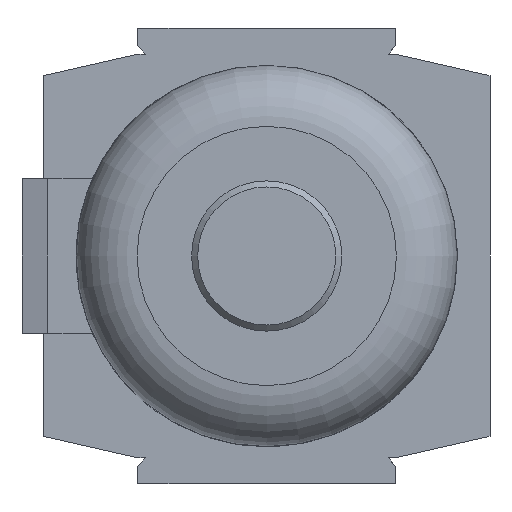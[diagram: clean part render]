
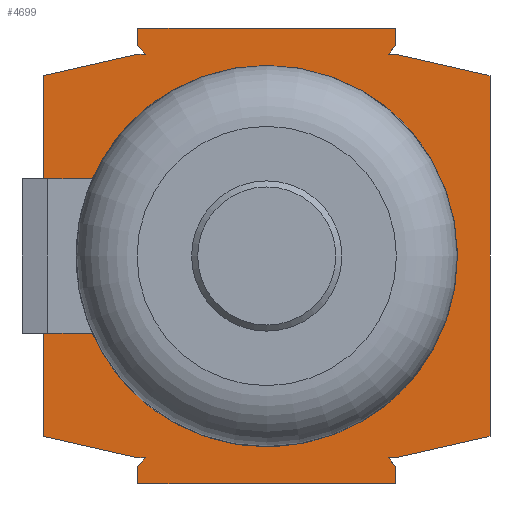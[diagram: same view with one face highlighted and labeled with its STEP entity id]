
A CAD part, front view. The second image highlights one B-rep face of the part: STEP entity #4699.
In plain terms, the highlighted planar face has unit normal (0, -1, 0).
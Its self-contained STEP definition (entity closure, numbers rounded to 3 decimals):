
#163=PLANE('',#5035);
#427=LINE('',#7182,#891);
#435=LINE('',#7199,#899);
#441=LINE('',#7210,#905);
#446=LINE('',#7221,#910);
#452=LINE('',#7232,#916);
#459=LINE('',#7246,#923);
#485=LINE('',#7304,#949);
#486=LINE('',#7306,#950);
#488=LINE('',#7310,#952);
#491=LINE('',#7316,#955);
#492=LINE('',#7318,#956);
#493=LINE('',#7321,#957);
#494=LINE('',#7322,#958);
#495=LINE('',#7323,#959);
#496=LINE('',#7325,#960);
#497=LINE('',#7327,#961);
#498=LINE('',#7329,#962);
#499=LINE('',#7331,#963);
#500=LINE('',#7333,#964);
#501=LINE('',#7334,#965);
#502=LINE('',#7336,#966);
#503=LINE('',#7338,#967);
#504=LINE('',#7340,#968);
#891=VECTOR('',#5608,1000.);
#899=VECTOR('',#5618,1000.);
#905=VECTOR('',#5630,1000.);
#910=VECTOR('',#5637,1000.);
#916=VECTOR('',#5645,1000.);
#923=VECTOR('',#5658,1000.);
#949=VECTOR('',#5698,1000.);
#950=VECTOR('',#5701,1000.);
#952=VECTOR('',#5705,1000.);
#955=VECTOR('',#5710,1000.);
#956=VECTOR('',#5713,1000.);
#957=VECTOR('',#5714,1000.);
#958=VECTOR('',#5715,1000.);
#959=VECTOR('',#5716,1000.);
#960=VECTOR('',#5717,1000.);
#961=VECTOR('',#5718,1000.);
#962=VECTOR('',#5719,1000.);
#963=VECTOR('',#5720,1000.);
#964=VECTOR('',#5721,1000.);
#965=VECTOR('',#5722,1000.);
#966=VECTOR('',#5723,1000.);
#967=VECTOR('',#5724,1000.);
#968=VECTOR('',#5725,1000.);
#1549=ORIENTED_EDGE('',*,*,#2899,.F.);
#1550=ORIENTED_EDGE('',*,*,#2900,.F.);
#1551=ORIENTED_EDGE('',*,*,#2749,.F.);
#1552=ORIENTED_EDGE('',*,*,#2901,.T.);
#1553=ORIENTED_EDGE('',*,*,#2902,.F.);
#1554=ORIENTED_EDGE('',*,*,#2895,.T.);
#1555=ORIENTED_EDGE('',*,*,#2848,.F.);
#1556=ORIENTED_EDGE('',*,*,#2862,.F.);
#1557=ORIENTED_EDGE('',*,*,#2854,.T.);
#1558=ORIENTED_EDGE('',*,*,#2892,.T.);
#1559=ORIENTED_EDGE('',*,*,#2903,.F.);
#1560=ORIENTED_EDGE('',*,*,#2904,.F.);
#1561=ORIENTED_EDGE('',*,*,#2905,.F.);
#1562=ORIENTED_EDGE('',*,*,#2906,.F.);
#1563=ORIENTED_EDGE('',*,*,#2907,.F.);
#1564=ORIENTED_EDGE('',*,*,#2893,.T.);
#1565=ORIENTED_EDGE('',*,*,#2836,.T.);
#1566=ORIENTED_EDGE('',*,*,#2843,.T.);
#1567=ORIENTED_EDGE('',*,*,#2828,.F.);
#1568=ORIENTED_EDGE('',*,*,#2898,.T.);
#1569=ORIENTED_EDGE('',*,*,#2908,.F.);
#1570=ORIENTED_EDGE('',*,*,#2909,.F.);
#1571=ORIENTED_EDGE('',*,*,#2910,.F.);
#1572=ORIENTED_EDGE('',*,*,#2911,.F.);
#2749=EDGE_CURVE('',#3438,#3440,#3836,.F.);
#2828=EDGE_CURVE('',#3517,#3518,#427,.T.);
#2836=EDGE_CURVE('',#3526,#3525,#435,.T.);
#2843=EDGE_CURVE('',#3525,#3518,#441,.T.);
#2848=EDGE_CURVE('',#3532,#3533,#446,.T.);
#2854=EDGE_CURVE('',#3537,#3536,#452,.T.);
#2862=EDGE_CURVE('',#3537,#3532,#459,.T.);
#2892=EDGE_CURVE('',#3536,#3565,#485,.T.);
#2893=EDGE_CURVE('',#3566,#3526,#486,.T.);
#2895=EDGE_CURVE('',#3567,#3533,#488,.T.);
#2898=EDGE_CURVE('',#3517,#3568,#491,.T.);
#2899=EDGE_CURVE('',#3569,#3570,#492,.T.);
#2900=EDGE_CURVE('',#3440,#3569,#493,.T.);
#2901=EDGE_CURVE('',#3438,#3570,#494,.T.);
#2902=EDGE_CURVE('',#3567,#3571,#495,.T.);
#2903=EDGE_CURVE('',#3572,#3565,#496,.T.);
#2904=EDGE_CURVE('',#3573,#3572,#497,.T.);
#2905=EDGE_CURVE('',#3574,#3573,#498,.T.);
#2906=EDGE_CURVE('',#3575,#3574,#499,.T.);
#2907=EDGE_CURVE('',#3566,#3575,#500,.T.);
#2908=EDGE_CURVE('',#3576,#3568,#501,.T.);
#2909=EDGE_CURVE('',#3577,#3576,#502,.T.);
#2910=EDGE_CURVE('',#3578,#3577,#503,.T.);
#2911=EDGE_CURVE('',#3571,#3578,#504,.T.);
#3438=VERTEX_POINT('',#6886);
#3440=VERTEX_POINT('',#6889);
#3517=VERTEX_POINT('',#7181);
#3518=VERTEX_POINT('',#7183);
#3525=VERTEX_POINT('',#7198);
#3526=VERTEX_POINT('',#7200);
#3532=VERTEX_POINT('',#7220);
#3533=VERTEX_POINT('',#7222);
#3536=VERTEX_POINT('',#7231);
#3537=VERTEX_POINT('',#7233);
#3565=VERTEX_POINT('',#7303);
#3566=VERTEX_POINT('',#7307);
#3567=VERTEX_POINT('',#7311);
#3568=VERTEX_POINT('',#7315);
#3569=VERTEX_POINT('',#7319);
#3570=VERTEX_POINT('',#7320);
#3571=VERTEX_POINT('',#7324);
#3572=VERTEX_POINT('',#7326);
#3573=VERTEX_POINT('',#7328);
#3574=VERTEX_POINT('',#7330);
#3575=VERTEX_POINT('',#7332);
#3576=VERTEX_POINT('',#7335);
#3577=VERTEX_POINT('',#7337);
#3578=VERTEX_POINT('',#7339);
#3836=CIRCLE('',#4992,22.2);
#4003=EDGE_LOOP('',(#1549,#1550,#1551,#1552));
#4004=EDGE_LOOP('',(#1553,#1554,#1555,#1556,#1557,#1558,#1559,#1560,#1561,
#1562,#1563,#1564,#1565,#1566,#1567,#1568,#1569,#1570,#1571,#1572));
#4325=FACE_BOUND('',#4003,.T.);
#4326=FACE_BOUND('',#4004,.T.);
#4699=ADVANCED_FACE('',(#4325,#4326),#163,.F.);
#4992=AXIS2_PLACEMENT_3D('',#6888,#5540,#5541);
#5035=AXIS2_PLACEMENT_3D('',#7317,#5711,#5712);
#5540=DIRECTION('',(0.,1.,0.));
#5541=DIRECTION('',(0.,0.,1.));
#5608=DIRECTION('',(0.,0.,-1.));
#5618=DIRECTION('',(0.,0.,-1.));
#5630=DIRECTION('',(1.,0.,0.));
#5637=DIRECTION('',(0.,0.,-1.));
#5645=DIRECTION('',(0.,0.,-1.));
#5658=DIRECTION('',(1.,0.,0.));
#5698=DIRECTION('',(0.643,0.,-0.766));
#5701=DIRECTION('',(-0.643,0.,-0.766));
#5705=DIRECTION('',(0.643,0.,0.766));
#5710=DIRECTION('',(-0.643,0.,0.766));
#5711=DIRECTION('',(0.,1.,0.));
#5712=DIRECTION('',(0.,0.,1.));
#5713=DIRECTION('',(0.,0.,-1.));
#5714=DIRECTION('',(-1.,0.,0.));
#5715=DIRECTION('',(-1.,0.,0.));
#5716=DIRECTION('',(1.,0.,0.));
#5717=DIRECTION('',(1.,0.,0.));
#5718=DIRECTION('',(0.975,0.,0.222));
#5719=DIRECTION('',(0.,0.,1.));
#5720=DIRECTION('',(-0.975,0.,0.222));
#5721=DIRECTION('',(-1.,0.,0.));
#5722=DIRECTION('',(-1.,0.,0.));
#5723=DIRECTION('',(-0.975,0.,-0.222));
#5724=DIRECTION('',(0.,0.,-1.));
#5725=DIRECTION('',(0.975,0.,-0.222));
#6886=CARTESIAN_POINT('',(-20.294,0.,-9.));
#6888=CARTESIAN_POINT('',(0.,0.,0.));
#6889=CARTESIAN_POINT('',(-20.294,0.,9.));
#7181=CARTESIAN_POINT('',(15.,0.,-24.5));
#7182=CARTESIAN_POINT('',(15.,0.,26.5));
#7183=CARTESIAN_POINT('',(15.,0.,-26.5));
#7198=CARTESIAN_POINT('',(-15.,0.,-26.5));
#7199=CARTESIAN_POINT('',(-15.,0.,26.5));
#7200=CARTESIAN_POINT('',(-15.,0.,-24.5));
#7210=CARTESIAN_POINT('',(-15.,0.,-26.5));
#7220=CARTESIAN_POINT('',(15.,0.,26.5));
#7221=CARTESIAN_POINT('',(15.,0.,26.5));
#7222=CARTESIAN_POINT('',(15.,0.,24.5));
#7231=CARTESIAN_POINT('',(-15.,0.,24.5));
#7232=CARTESIAN_POINT('',(-15.,0.,26.5));
#7233=CARTESIAN_POINT('',(-15.,0.,26.5));
#7246=CARTESIAN_POINT('',(-15.,0.,26.5));
#7303=CARTESIAN_POINT('',(-14.161,0.,23.5));
#7304=CARTESIAN_POINT('',(-15.,0.,24.5));
#7306=CARTESIAN_POINT('',(-13.,0.,-22.116));
#7307=CARTESIAN_POINT('',(-14.161,0.,-23.5));
#7310=CARTESIAN_POINT('',(13.,0.,22.116));
#7311=CARTESIAN_POINT('',(14.161,0.,23.5));
#7315=CARTESIAN_POINT('',(14.161,0.,-23.5));
#7316=CARTESIAN_POINT('',(15.,0.,-24.5));
#7317=CARTESIAN_POINT('',(-15.,0.,26.5));
#7318=CARTESIAN_POINT('',(-25.5,0.,9.));
#7319=CARTESIAN_POINT('',(-25.5,0.,9.));
#7320=CARTESIAN_POINT('',(-25.5,0.,-9.));
#7321=CARTESIAN_POINT('',(-20.2,0.,9.));
#7322=CARTESIAN_POINT('',(-20.2,0.,-9.));
#7323=CARTESIAN_POINT('',(-15.,0.,23.5));
#7324=CARTESIAN_POINT('',(15.,0.,23.5));
#7325=CARTESIAN_POINT('',(-15.,0.,23.5));
#7326=CARTESIAN_POINT('',(-15.,0.,23.5));
#7327=CARTESIAN_POINT('',(-26.,0.,21.));
#7328=CARTESIAN_POINT('',(-26.,0.,21.));
#7329=CARTESIAN_POINT('',(-26.,0.,-21.));
#7330=CARTESIAN_POINT('',(-26.,0.,-21.));
#7331=CARTESIAN_POINT('',(-15.,0.,-23.5));
#7332=CARTESIAN_POINT('',(-15.,0.,-23.5));
#7333=CARTESIAN_POINT('',(15.,0.,-23.5));
#7334=CARTESIAN_POINT('',(15.,0.,-23.5));
#7335=CARTESIAN_POINT('',(15.,0.,-23.5));
#7336=CARTESIAN_POINT('',(26.,0.,-21.));
#7337=CARTESIAN_POINT('',(26.,0.,-21.));
#7338=CARTESIAN_POINT('',(26.,0.,21.));
#7339=CARTESIAN_POINT('',(26.,0.,21.));
#7340=CARTESIAN_POINT('',(15.,0.,23.5));
